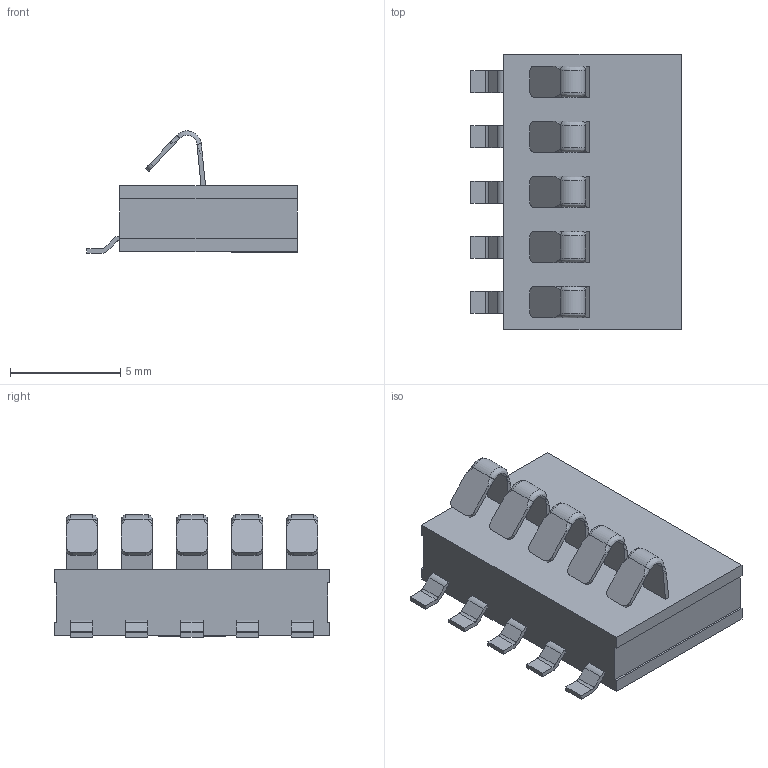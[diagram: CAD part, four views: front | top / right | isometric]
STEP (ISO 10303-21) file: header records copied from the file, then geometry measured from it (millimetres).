
FILE_DESCRIPTION(('FreeCAD Model'),'2;1');
FILE_NAME('AVX_009155005003016.step', '2018-05-20T17:50:53',('Author'),(''), 'Open CASCADE STEP processor 6.8','FreeCAD','Unknown');
FILE_SCHEMA(('AUTOMOTIVE_DESIGN_CC2 { 1 2 10303 214 -1 1 5 4 }'));
Length unit declared in the file: inch
Products named in the file (2): ASSEMBLY; AVX_009155005003016
Assembly tree (1 placements, depth 2):
  ASSEMBLY
    AVX_009155005003016
Bounding box: 9.55 x 12.5 x 5.54 mm (x, y, z)
Volume: 308 mm3; surface area: 429.5 mm2
Topology: 1 solids, 1 shells, 174 faces, 426 edges, 264 vertices
Faces by surface type: plane 103, cylinder 41, bspline 30
Entity records: 18862 total; most frequent: CARTESIAN_POINT 9646, DIRECTION 1311, ORIENTED_EDGE 852, PCURVE 852, DEFINITIONAL_REPRESENTATION 852, LINE 770, VECTOR 770, EDGE_CURVE 426
